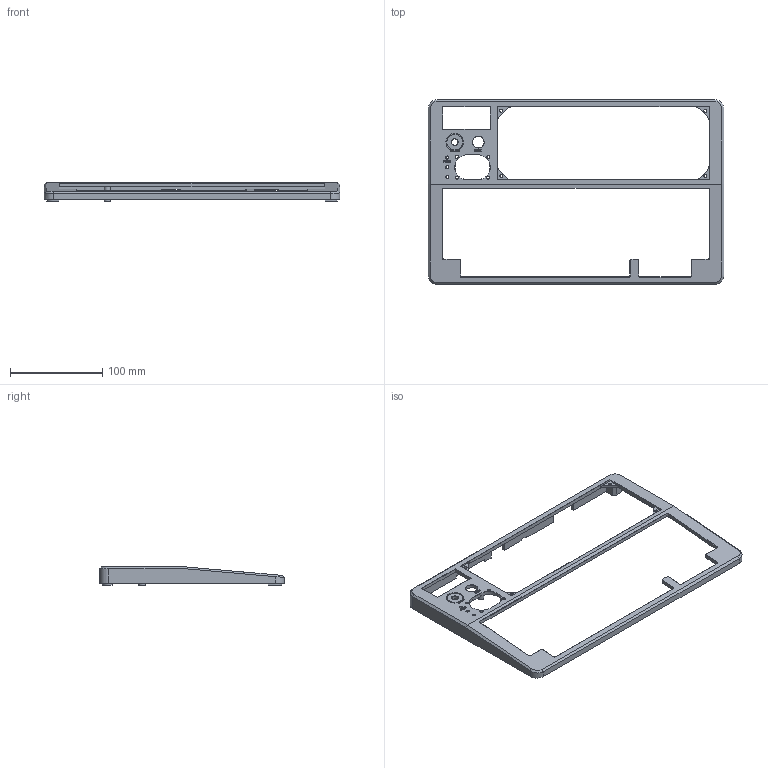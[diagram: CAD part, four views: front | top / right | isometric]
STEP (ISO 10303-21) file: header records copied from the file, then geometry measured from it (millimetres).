
FILE_DESCRIPTION(/* description */ (''),/* implementation_level */ '2;1');
FILE_NAME(/* name */ 'Top.step',/* time_stamp */ '2025-08-08T17:14:41+02:00',/* author */ (''),/* organization */ (''),/* preprocessor_version */ 'ST-DEVELOPER v20.1',/* originating_system */ 'Autodesk Translation Framework v14.10.0.0',/* authorisation */ '');
FILE_SCHEMA (('AUTOMOTIVE_DESIGN { 1 0 10303 214 3 1 1 }'));
Length unit declared in the file: millimetre
Products named in the file (1): Case
Bounding box: 320 x 200 x 19.9 mm (x, y, z)
Volume: 99914.4 mm3; surface area: 65282.8 mm2
Topology: 1 solids, 1 shells, 586 faces, 1567 edges, 1019 vertices
Faces by surface type: plane 349, bspline 152, cylinder 68, cone 17
Full cylindrical faces by diameter (mm): 3 x7, 3.3 x4, 7 x2, 12.5 x1
Entity records: 20260 total; most frequent: CARTESIAN_POINT 6461, ORIENTED_EDGE 3134, DIRECTION 2272, EDGE_CURVE 1567, LINE 1124, VECTOR 1124, VERTEX_POINT 1019, EDGE_LOOP 656
